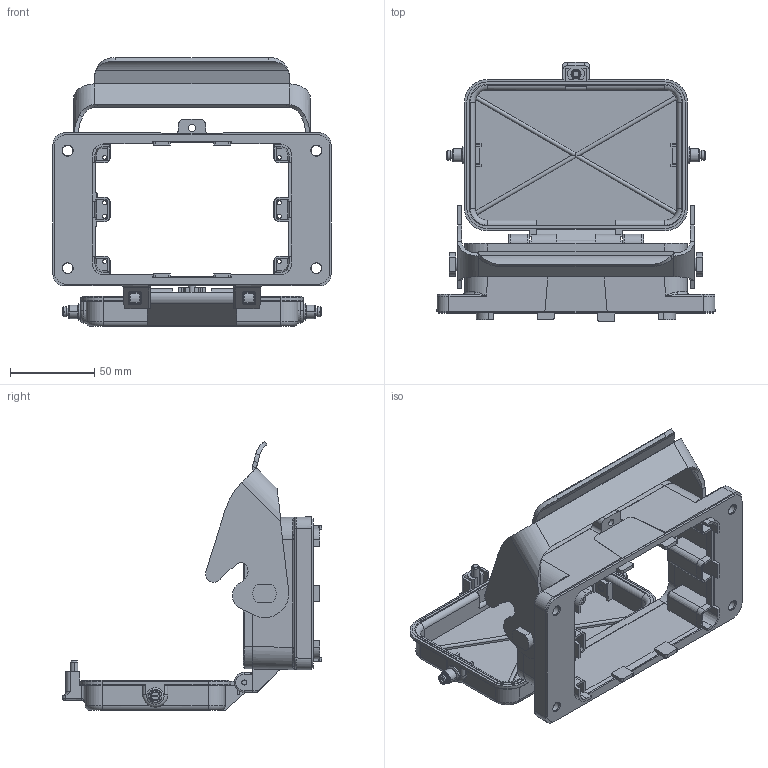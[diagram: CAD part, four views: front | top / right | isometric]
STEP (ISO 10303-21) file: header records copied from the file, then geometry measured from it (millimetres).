
FILE_DESCRIPTION(/* description */ (''),/* implementation_level */ '2;1');
FILE_NAME(/* name */ 'c146 10f048 003 1nxc001-03.stp',/* time_stamp */ '2019-02-05T11:31:31+01:00',/* author */ (''),/* organization */ (''),/* preprocessor_version */ 'ST-DEVELOPER v16.7',/* originating_system */ 'SIEMENS PLM Software NX 12.0',/* authorisation */ '');
FILE_SCHEMA (('AUTOMOTIVE_DESIGN { 1 0 10303 214 3 1 1 1 }'));
Length unit declared in the file: millimetre
Products named in the file (1): MBer2BE8531Cg09h
Bounding box: 165.5 x 154.2 x 160.06 mm (x, y, z)
Volume: 226738 mm3; surface area: 125421.3 mm2
Topology: 1 solids, 3 shells, 999 faces, 2526 edges, 1584 vertices
Faces by surface type: plane 485, cylinder 322, cone 76, torus 54, bspline 52, sphere 10
Full cylindrical faces by diameter (mm): 2.5 x8, 4.2 x1
Entity records: 35387 total; most frequent: CARTESIAN_POINT 11154, DIRECTION 5107, ORIENTED_EDGE 5030, EDGE_CURVE 2515, AXIS2_PLACEMENT_3D 1801, VERTEX_POINT 1584, LINE 1505, VECTOR 1505
